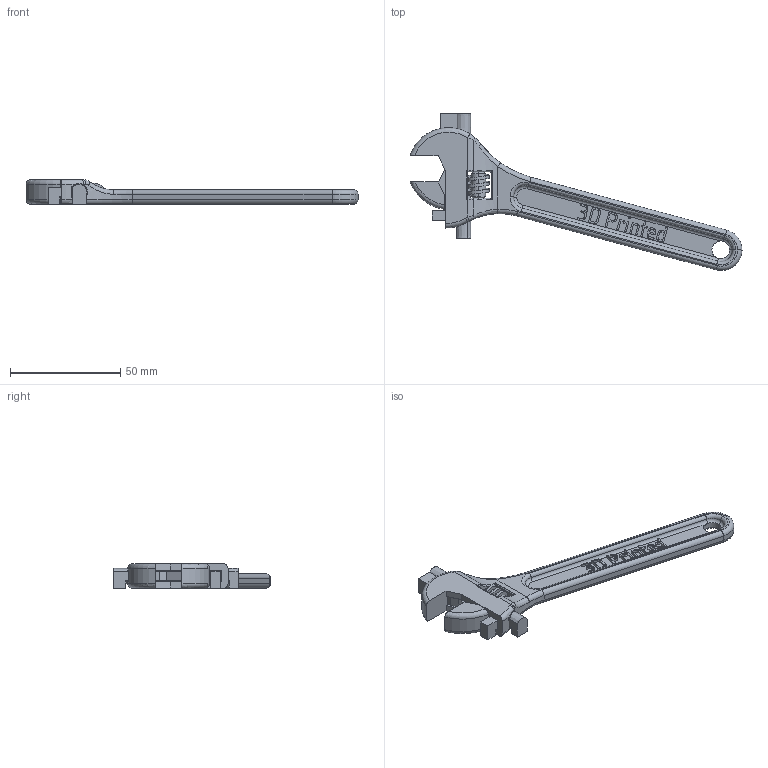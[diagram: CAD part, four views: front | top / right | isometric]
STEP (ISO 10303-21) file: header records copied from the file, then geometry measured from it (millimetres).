
FILE_DESCRIPTION(('STEP AP214'),'1');
FILE_NAME('Printable Wrench.A.15.stp','2013-08-28T21:16:52',(' '),(' '),'Spatial InterOp 3D',' ',' ');
FILE_SCHEMA(('automotive_design'));
Length unit declared in the file: millimetre
Products named in the file (6): 1; 2; 3; 4; 5; 6
Bounding box: 150.52 x 71.17 x 11 mm (x, y, z)
Volume: 21648.3 mm3; surface area: 14139.9 mm2
Topology: 6 solids, 6 shells, 417 faces, 1187 edges, 789 vertices
Faces by surface type: plane 158, extrusion 151, cylinder 54, torus 33, bspline 13, cone 8
Entity records: 22317 total; most frequent: CARTESIAN_POINT 8787, ORIENTED_EDGE 2354, DIRECTION 1572, EDGE_CURVE 1177, VERTEX_POINT 789, VECTOR 742, LINE 591, B_SPLINE_CURVE_WITH_KNOTS 581
